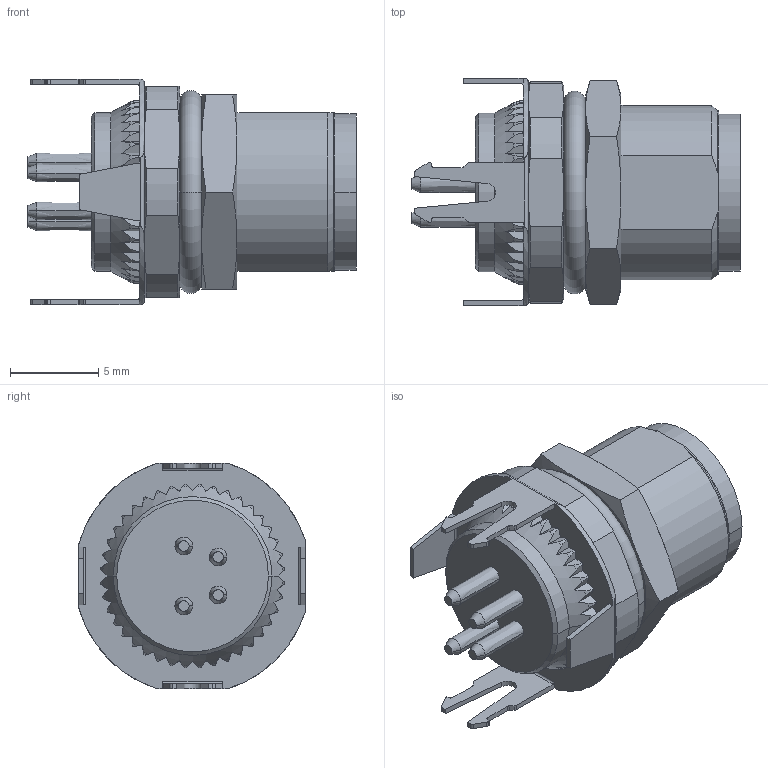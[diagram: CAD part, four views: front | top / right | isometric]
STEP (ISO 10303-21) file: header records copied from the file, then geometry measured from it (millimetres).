
FILE_DESCRIPTION((''),'2;1');
FILE_NAME('M8S-04PFFP-SF8001_SW0001','2017-02-20T',('ks7709'),(''),'PRO/ENGINEER BY PARAMETRIC TECHNOLOGY CORPORATION, 2013050','PRO/ENGINEER BY PARAMETRIC TECHNOLOGY CORPORATION, 2013050','');
FILE_SCHEMA(('CONFIG_CONTROL_DESIGN'));
Length unit declared in the file: millimetre
Products named in the file (1): M8S-04PFFP-SF8001_SW0001
Bounding box: 18.6 x 12.87 x 12.8 mm (x, y, z)
Volume: 1194.5 mm3; surface area: 1431.6 mm2
Topology: 1 solids, 1 shells, 428 faces, 1142 edges, 744 vertices
Faces by surface type: plane 188, cylinder 130, cone 48, torus 46, bspline 16
Entity records: 15834 total; most frequent: CARTESIAN_POINT 4788, ORIENTED_EDGE 2284, DIRECTION 2044, EDGE_CURVE 1142, AXIS2_PLACEMENT_3D 758, VERTEX_POINT 744, VECTOR 528, LINE 528
